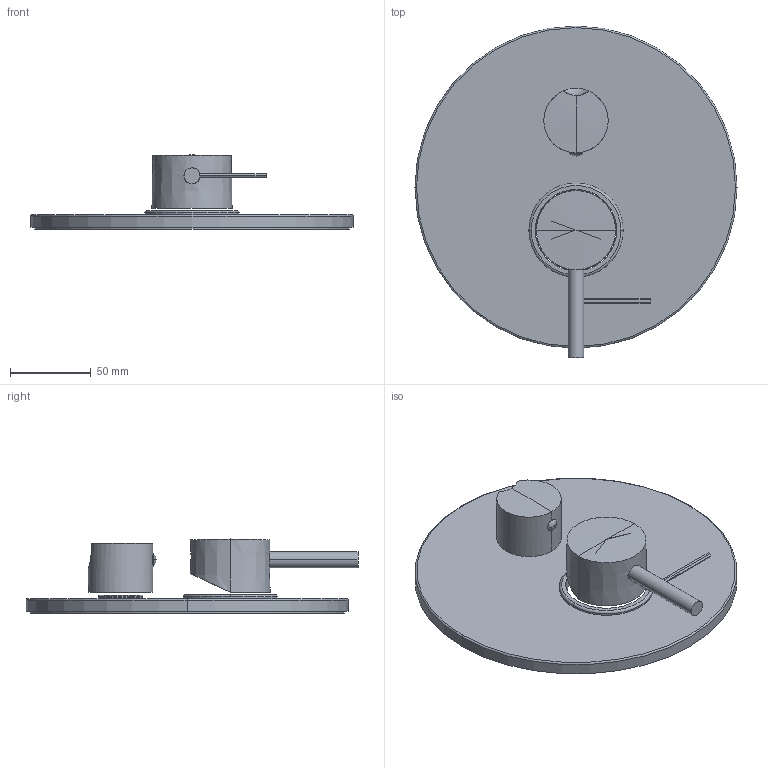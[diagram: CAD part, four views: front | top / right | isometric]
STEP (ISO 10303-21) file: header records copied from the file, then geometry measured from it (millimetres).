
FILE_DESCRIPTION((''),'2;1');
FILE_NAME('BI018CREST_ASM','2021-02-01T15:54:37',('stefano.gianpani'),('PAFFONI SpA'),'CREO PARAMETRIC BY PTC INC, 2020044','CREO PARAMETRIC BY PTC INC, 2020044','');
FILE_SCHEMA(('CONFIG_CONTROL_DESIGN','SHAPE_APPEARANCE_LAYERS_GROUPS'));
Length unit declared in the file: millimetre
Products named in the file (13): 1000154ZCR; 2051052GR; 2041392GR; 2092544_AF1; 2041638GR; 4061154CR_AF0; 2091129-F; 2091180; 2091267; 2042486GR; 2041560GR; 2091105CRN; BI018CREST_ASM
Assembly tree (12 placements, depth 2):
  BI018CREST_ASM
    1000154ZCR
    2051052GR
    2041392GR
    2092544_AF1
    2041638GR
    4061154CR_AF0
    2091129-F
    2091180
    2091267
    2042486GR
    2041560GR
    2091105CRN
Bounding box: 200 x 206.1 x 46 mm (x, y, z)
Volume: 187397.1 mm3; surface area: 135806.1 mm2
Topology: 12 solids, 17 shells, 241 faces, 560 edges, 350 vertices
Faces by surface type: plane 100, cylinder 76, cone 40, torus 22, sphere 3
Entity records: 9391 total; most frequent: CARTESIAN_POINT 1698, DIRECTION 1295, ORIENTED_EDGE 1080, PRESENTATION_STYLE_ASSIGNMENT 568, STYLED_ITEM 568, CURVE_STYLE 552, EDGE_CURVE 552, AXIS2_PLACEMENT_3D 518
